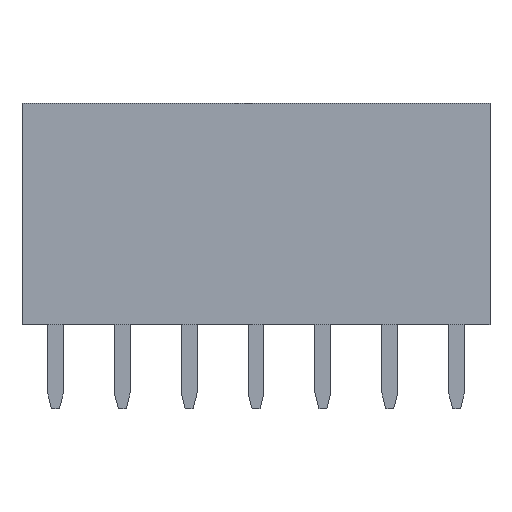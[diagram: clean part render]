
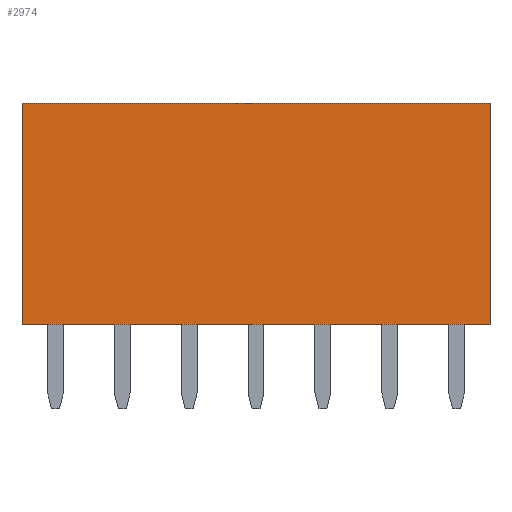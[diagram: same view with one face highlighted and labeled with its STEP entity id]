
A CAD part, top view. The second image highlights one B-rep face of the part: STEP entity #2974.
In plain terms, the highlighted planar face has unit normal (0, 0, 1).
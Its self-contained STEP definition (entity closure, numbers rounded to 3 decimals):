
#430=CARTESIAN_POINT('',(16.51,8.4,1.27));
#431=VERTEX_POINT('',#430);
#438=CARTESIAN_POINT('',(16.51,0.0,1.27));
#439=VERTEX_POINT('',#438);
#440=CARTESIAN_POINT('',(16.51,0.0,1.27));
#441=DIRECTION('',(0.0,1.0,0.0));
#442=VECTOR('',#441,8.4);
#443=LINE('',#440,#442);
#444=EDGE_CURVE('',#439,#431,#443,.T.);
#2532=CARTESIAN_POINT('',(-1.27,8.4,1.27));
#2533=VERTEX_POINT('',#2532);
#2534=CARTESIAN_POINT('',(16.51,8.4,1.27));
#2535=DIRECTION('',(-1.0,0.0,0.0));
#2536=VECTOR('',#2535,17.78);
#2537=LINE('',#2534,#2536);
#2538=EDGE_CURVE('',#431,#2533,#2537,.T.);
#2888=CARTESIAN_POINT('',(-1.27,0.0,1.27));
#2889=VERTEX_POINT('',#2888);
#2890=CARTESIAN_POINT('',(-1.27,0.0,1.27));
#2891=DIRECTION('',(1.0,0.0,0.0));
#2892=VECTOR('',#2891,17.78);
#2893=LINE('',#2890,#2892);
#2894=EDGE_CURVE('',#2889,#439,#2893,.T.);
#2958=CARTESIAN_POINT('',(1.27,0.0,1.27));
#2959=DIRECTION('',(0.0,0.0,1.0));
#2960=DIRECTION('',(1.0,0.0,0.0));
#2961=AXIS2_PLACEMENT_3D('',#2958,#2959,#2960);
#2962=PLANE('',#2961);
#2963=ORIENTED_EDGE('',*,*,#2538,.T.);
#2964=CARTESIAN_POINT('',(-1.27,0.0,1.27));
#2965=DIRECTION('',(0.0,1.0,0.0));
#2966=VECTOR('',#2965,8.4);
#2967=LINE('',#2964,#2966);
#2968=EDGE_CURVE('',#2889,#2533,#2967,.T.);
#2969=ORIENTED_EDGE('',*,*,#2968,.F.);
#2970=ORIENTED_EDGE('',*,*,#2894,.T.);
#2971=ORIENTED_EDGE('',*,*,#444,.T.);
#2972=EDGE_LOOP('',(#2963,#2969,#2970,#2971));
#2973=FACE_OUTER_BOUND('',#2972,.T.);
#2974=ADVANCED_FACE('',(#2973),#2962,.T.);
